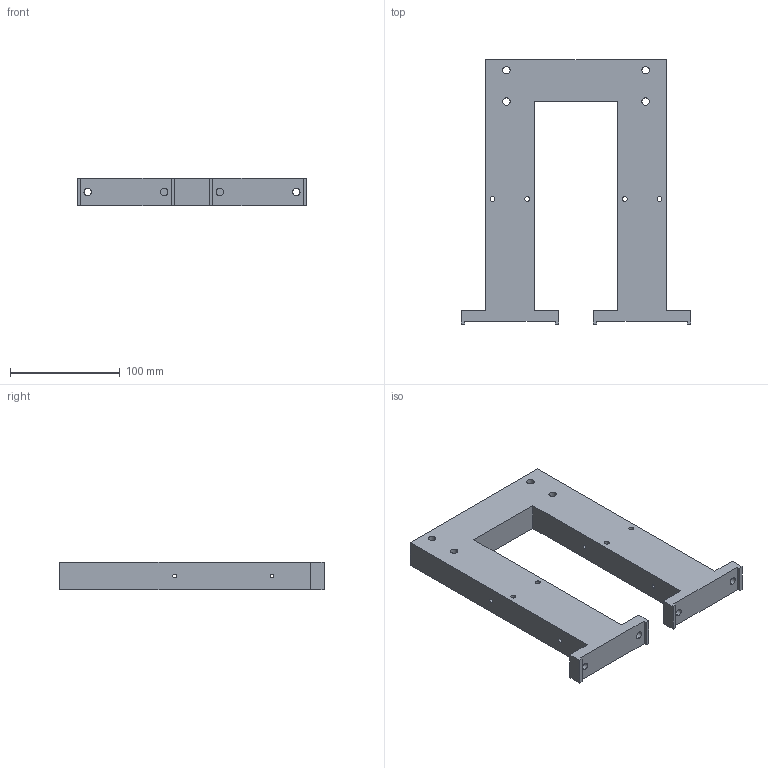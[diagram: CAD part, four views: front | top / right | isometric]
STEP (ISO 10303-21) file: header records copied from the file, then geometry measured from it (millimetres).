
FILE_DESCRIPTION (( 'STEP AP214' ), '1' );
FILE_NAME ('Legs.STEP', '2021-08-19T19:11:47', ( '' ), ( '' ), 'SwSTEP 2.0', 'SolidWorks 2021', '' );
FILE_SCHEMA (( 'AUTOMOTIVE_DESIGN' ));
Length unit declared in the file: inch
Products named in the file (1): Legs
Bounding box: 209.55 x 241.3 x 25.4 mm (x, y, z)
Volume: 625656.7 mm3; surface area: 92564.2 mm2
Topology: 1 solids, 1 shells, 98 faces, 256 edges, 164 vertices
Faces by surface type: cylinder 56, plane 34, cone 8
Entity records: 3304 total; most frequent: DIRECTION 558, CARTESIAN_POINT 511, ORIENTED_EDGE 496, EDGE_CURVE 248, AXIS2_PLACEMENT_3D 211, VERTEX_POINT 164, EDGE_LOOP 142, VECTOR 136
